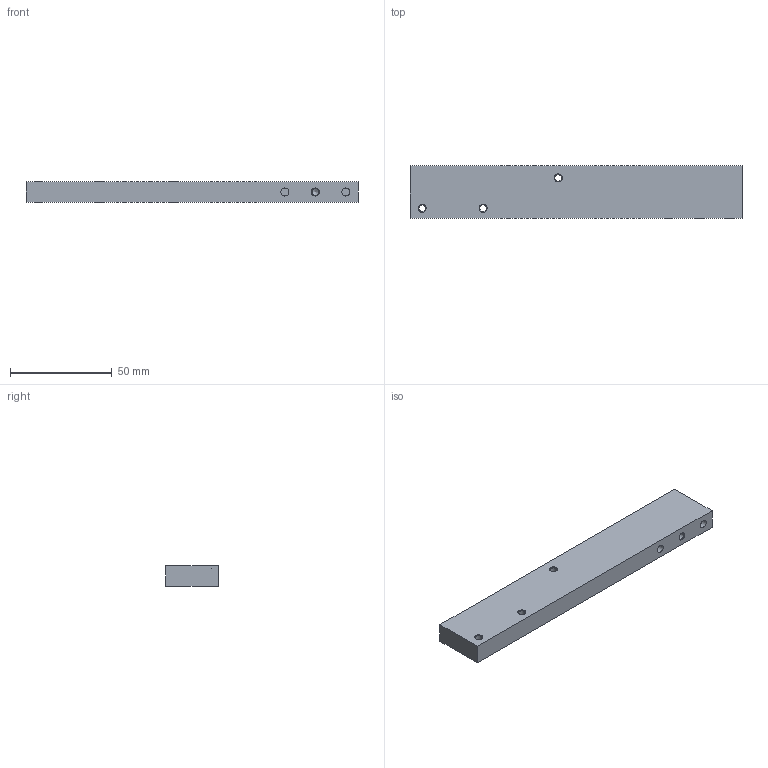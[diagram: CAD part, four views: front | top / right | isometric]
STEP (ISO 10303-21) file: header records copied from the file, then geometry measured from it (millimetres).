
FILE_DESCRIPTION(/* description */ (''),/* implementation_level */ '2;1');
FILE_NAME(/* name */ 'Aladdin_00287_10.stp',/* time_stamp */ '2024-10-02T15:49:42+02:00',/* author */ (''),/* organization */ (''),/* preprocessor_version */ 'ST-DEVELOPER v19.4',/* originating_system */ 'SIEMENS PLM Software NX2306.9102',/* authorisation */ '');
FILE_SCHEMA (('AUTOMOTIVE_DESIGN { 1 0 10303 214 3 1 1 1 }'));
Length unit declared in the file: millimetre
Products named in the file (1): 00287_10_v2_objects
Bounding box: 163.5 x 26 x 10 mm (x, y, z)
Volume: 41916.5 mm3; surface area: 12895.9 mm2
Topology: 1 solids, 1 shells, 22 faces, 50 edges, 32 vertices
Faces by surface type: plane 8, cone 8, cylinder 6
Full cylindrical faces by diameter (mm): 3.3 x4, 4 x2
Entity records: 554 total; most frequent: DIRECTION 96, CARTESIAN_POINT 82, ORIENTED_EDGE 62, EDGE_LOOP 44, AXIS2_PLACEMENT_3D 42, FACE_BOUND 40, EDGE_CURVE 31, VERTEX_POINT 28
